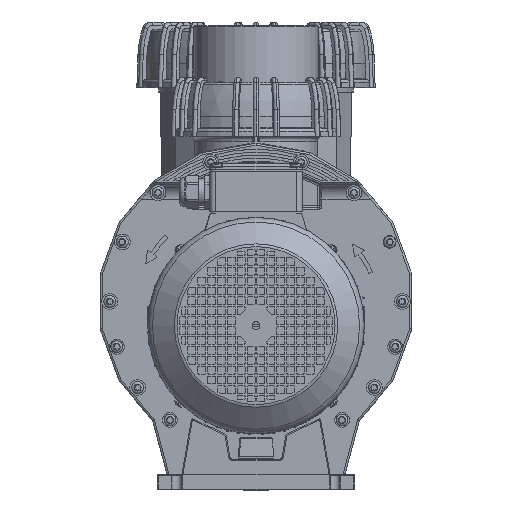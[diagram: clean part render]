
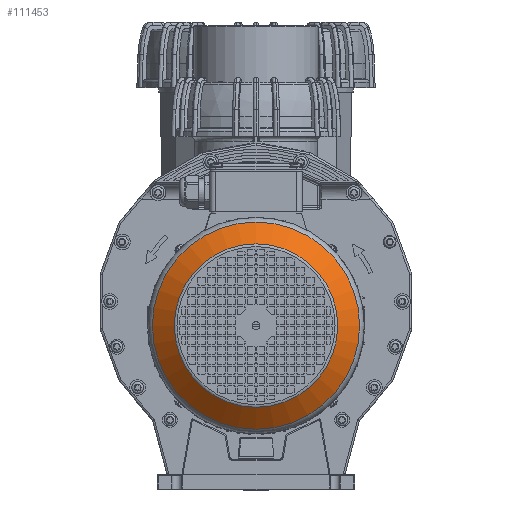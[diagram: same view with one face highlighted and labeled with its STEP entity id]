
A CAD part, top view. The second image highlights one B-rep face of the part: STEP entity #111453.
In plain terms, the highlighted conical face has half-angle 50 degrees and reference radius 104.767 mm.
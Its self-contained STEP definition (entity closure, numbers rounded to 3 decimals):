
#750=CONICAL_SURFACE('',#121753,104.767,0.873);
#14093=LINE('',#231110,#21981);
#21981=VECTOR('',#149758,104.767);
#28345=FACE_OUTER_BOUND('',#34673,.T.);
#34673=EDGE_LOOP('',(#97976,#97977,#97978,#97979,#97980,#97981));
#39929=CIRCLE('',#121737,82.64);
#39930=CIRCLE('',#121738,82.64);
#39941=CIRCLE('',#121754,104.767);
#39942=CIRCLE('',#121755,104.767);
#50418=VERTEX_POINT('',#231082);
#50419=VERTEX_POINT('',#231083);
#50422=VERTEX_POINT('',#231106);
#50423=VERTEX_POINT('',#231107);
#66378=EDGE_CURVE('',#50418,#50419,#39929,.T.);
#66379=EDGE_CURVE('',#50419,#50418,#39930,.T.);
#66393=EDGE_CURVE('',#50422,#50423,#39941,.T.);
#66394=EDGE_CURVE('',#50423,#50422,#39942,.T.);
#66395=EDGE_CURVE('',#50423,#50419,#14093,.T.);
#97976=ORIENTED_EDGE('',*,*,#66393,.F.);
#97977=ORIENTED_EDGE('',*,*,#66394,.F.);
#97978=ORIENTED_EDGE('',*,*,#66395,.T.);
#97979=ORIENTED_EDGE('',*,*,#66379,.T.);
#97980=ORIENTED_EDGE('',*,*,#66378,.T.);
#97981=ORIENTED_EDGE('',*,*,#66395,.F.);
#111453=ADVANCED_FACE('',(#28345),#750,.T.);
#121737=AXIS2_PLACEMENT_3D('',#231084,#149717,#149718);
#121738=AXIS2_PLACEMENT_3D('',#231085,#149719,#149720);
#121753=AXIS2_PLACEMENT_3D('',#231105,#149752,#149753);
#121754=AXIS2_PLACEMENT_3D('',#231108,#149754,#149755);
#121755=AXIS2_PLACEMENT_3D('',#231109,#149756,#149757);
#149717=DIRECTION('center_axis',(0.,0.,
-1.));
#149718=DIRECTION('ref_axis',(0.,-1.,0.));
#149719=DIRECTION('center_axis',(0.,0.,
-1.));
#149720=DIRECTION('ref_axis',(0.,-1.,0.));
#149752=DIRECTION('center_axis',(0.,0.,
-1.));
#149753=DIRECTION('ref_axis',(0.,-1.,0.));
#149754=DIRECTION('center_axis',(0.,0.,
-1.));
#149755=DIRECTION('ref_axis',(0.,-1.,0.));
#149756=DIRECTION('center_axis',(0.,0.,
-1.));
#149757=DIRECTION('ref_axis',(0.,-1.,0.));
#149758=DIRECTION('',(0.,-0.766,0.643));
#231082=CARTESIAN_POINT('',(0.,-82.64,359.506));
#231083=CARTESIAN_POINT('',(0.,82.64,359.506));
#231084=CARTESIAN_POINT('Origin',(0.,0.,
359.506));
#231085=CARTESIAN_POINT('Origin',(0.,0.,
359.506));
#231105=CARTESIAN_POINT('Origin',(0.,0.,
340.939));
#231106=CARTESIAN_POINT('',(0.,-104.767,340.939));
#231107=CARTESIAN_POINT('',(0.,104.767,340.939));
#231108=CARTESIAN_POINT('Origin',(0.,0.,
340.939));
#231109=CARTESIAN_POINT('Origin',(0.,0.,
340.939));
#231110=CARTESIAN_POINT('',(0.,104.767,340.939));
